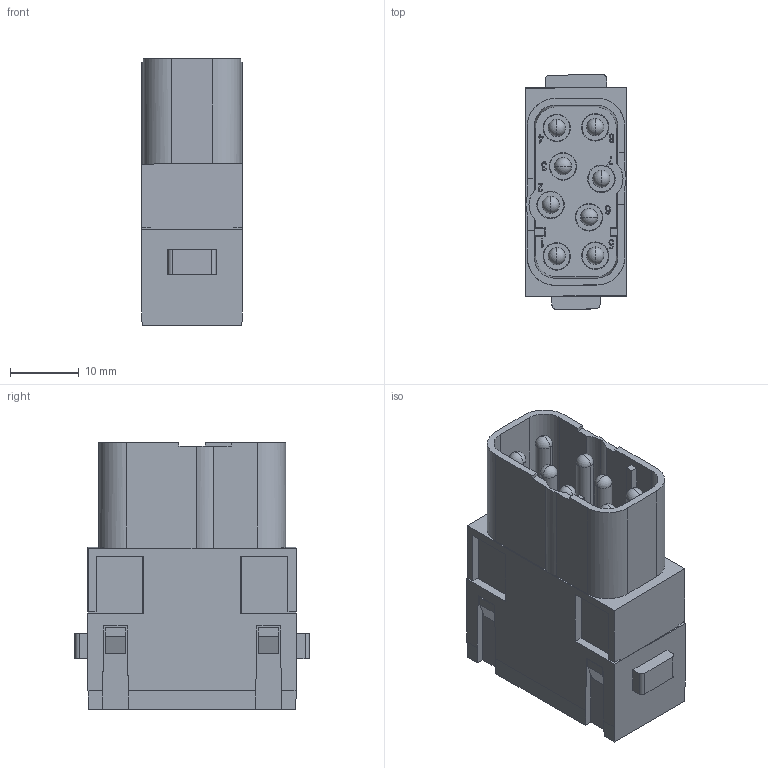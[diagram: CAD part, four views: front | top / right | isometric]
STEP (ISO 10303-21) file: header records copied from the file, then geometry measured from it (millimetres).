
FILE_DESCRIPTION(('HOOPS Exchange Step'),'2;1');
FILE_NAME('export-63867C79-84EF-4018-B26D-F6CF9C925CBC.stp','2022-10-05T15:55:30+02:00',('Engineering'),('Alibre'),'HOOPS Exchange 2021.0','Alibre','Unknown authorisation');
FILE_SCHEMA( ('AP242_MANAGED_MODEL_BASED_3D_ENGINEERING_MIM_LF {1 0 10303 442 1 1 4 }') );
Length unit declared in the file: millimetre
Products named in the file (2): 6069-1 Contact insert module - HC-M-08-PT-M - 1424227; 6069 Contact insert module - HC-M-08-PT-M - 1424227
Assembly tree (1 placements, depth 2):
  6069 Contact insert module - HC-M-08-PT-M - 1424227
    6069-1 Contact insert module - HC-M-08-PT-M - 1424227
Bounding box: 14.6 x 34.16 x 38.85 mm (x, y, z)
Volume: 10272.2 mm3; surface area: 8126.9 mm2
Topology: 1 solids, 1 shells, 1088 faces, 3110 edges, 2062 vertices
Faces by surface type: plane 956, cone 72, cylinder 44, sphere 16
Entity records: 34831 total; most frequent: CARTESIAN_POINT 6945, ORIENTED_EDGE 6188, DIRECTION 5174, EDGE_CURVE 3094, VECTOR 2640, LINE 2640, VERTEX_POINT 2062, AXIS2_PLACEMENT_3D 1267
